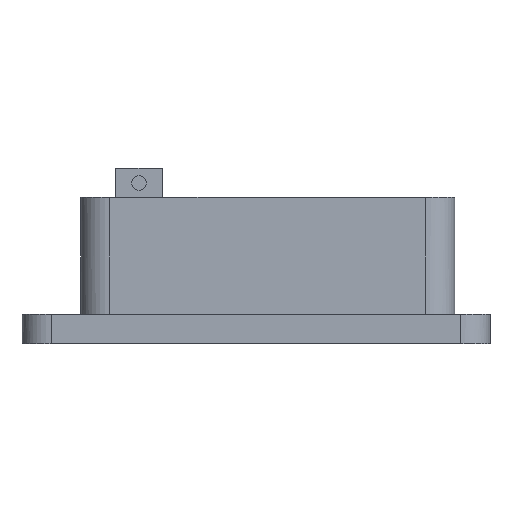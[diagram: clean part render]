
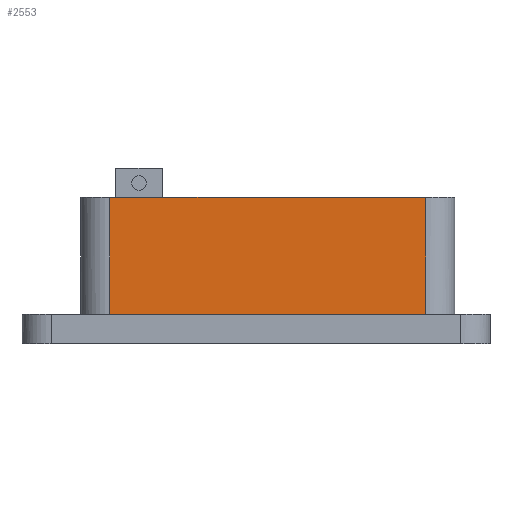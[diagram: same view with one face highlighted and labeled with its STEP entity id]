
A CAD part, front view. The second image highlights one B-rep face of the part: STEP entity #2553.
In plain terms, the highlighted planar face has unit normal (0, -1, 0).
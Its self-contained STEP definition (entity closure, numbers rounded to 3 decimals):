
#1780=VERTEX_POINT('',#1779) ;
#1787=VERTEX_POINT('',#1786) ;
#2533=VERTEX_POINT('',#2532) ;
#2540=VERTEX_POINT('',#2539) ;
#1784=VECTOR('Line Direction',#1783,1.) ;
#2530=VECTOR('Line Direction',#2529,1.) ;
#2537=VECTOR('Line Direction',#2536,1.) ;
#2544=VECTOR('Line Direction',#2543,1.) ;
#1783=DIRECTION('Vector Direction',(1.,0.,0.)) ;
#2524=DIRECTION('Axis2P3D Direction',(0.,-1.,0.)) ;
#2525=DIRECTION('Axis2P3D XDirection',(1.,0.,0.)) ;
#2529=DIRECTION('Vector Direction',(0.,0.,-1.)) ;
#2536=DIRECTION('Vector Direction',(1.,0.,0.)) ;
#2543=DIRECTION('Vector Direction',(0.,0.,-1.)) ;
#1779=CARTESIAN_POINT('Vertex',(36.83,-63.5,6.35)) ;
#1782=CARTESIAN_POINT('Line Origine',(2.54,-63.5,6.35)) ;
#1786=CARTESIAN_POINT('Vertex',(-31.75,-63.5,6.35)) ;
#2523=CARTESIAN_POINT('Axis2P3D Location',(-38.1,-63.5,6.35)) ;
#2528=CARTESIAN_POINT('Line Origine',(36.83,-63.5,19.05)) ;
#2532=CARTESIAN_POINT('Vertex',(36.83,-63.5,31.75)) ;
#2535=CARTESIAN_POINT('Line Origine',(2.54,-63.5,31.75)) ;
#2539=CARTESIAN_POINT('Vertex',(-31.75,-63.5,31.75)) ;
#2542=CARTESIAN_POINT('Line Origine',(-31.75,-63.5,19.05)) ;
#2526=AXIS2_PLACEMENT_3D('Plane Axis2P3D',#2523,#2524,#2525) ;
#1785=LINE('Line',#1782,#1784) ;
#2531=LINE('Line',#2528,#2530) ;
#2538=LINE('Line',#2535,#2537) ;
#2545=LINE('Line',#2542,#2544) ;
#2527=PLANE('',#2526) ;
#1788=EDGE_CURVE('',#1787,#1780,#1785,.T.) ;
#2534=EDGE_CURVE('',#2533,#1780,#2531,.T.) ;
#2541=EDGE_CURVE('',#2540,#2533,#2538,.T.) ;
#2546=EDGE_CURVE('',#2540,#1787,#2545,.T.) ;
#2548=ORIENTED_EDGE('',*,*,#1788,.T.) ;
#2549=ORIENTED_EDGE('',*,*,#2534,.F.) ;
#2550=ORIENTED_EDGE('',*,*,#2541,.F.) ;
#2551=ORIENTED_EDGE('',*,*,#2546,.T.) ;
#2547=EDGE_LOOP('',(#2548,#2549,#2550,#2551)) ;
#2553=ADVANCED_FACE('MANIFOLD_SOLID_BREP #4870',(#2552),#2527,.T.) ;
#2552=FACE_OUTER_BOUND('',#2547,.T.) ;
